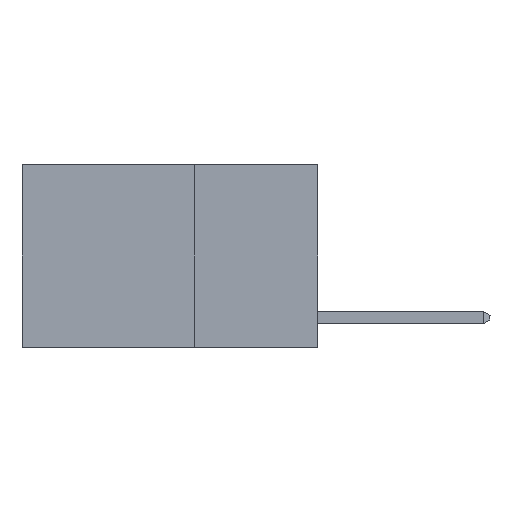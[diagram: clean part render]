
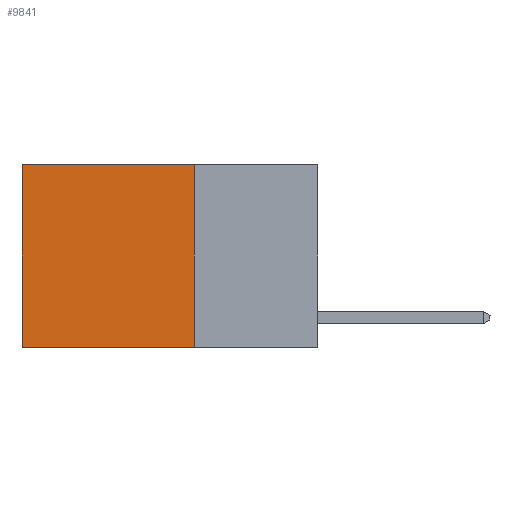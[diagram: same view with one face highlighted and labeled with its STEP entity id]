
A CAD part, left-side view. The second image highlights one B-rep face of the part: STEP entity #9841.
In plain terms, the highlighted planar face has unit normal (-1, 0, 0).
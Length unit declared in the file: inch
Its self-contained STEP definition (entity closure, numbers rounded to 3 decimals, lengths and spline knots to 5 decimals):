
#122 = FACE_OUTER_BOUND ( 'NONE', #2431, .T. ) ;
#440 = EDGE_CURVE ( 'NONE', #14902, #13428, #10250, .T. ) ;
#652 = DIRECTION ( 'NONE',  ( 0., 0., -1. ) ) ;
#669 = LINE ( 'NONE', #9677, #24732 ) ;
#1430 = VERTEX_POINT ( 'NONE', #10676 ) ;
#1913 = CARTESIAN_POINT ( 'NONE',  ( 0.2625, 0.25, -0.37 ) ) ;
#2431 = EDGE_LOOP ( 'NONE', ( #3398, #22138, #18111, #12861 ) ) ;
#3398 = ORIENTED_EDGE ( 'NONE', *, *, #10920, .T. ) ;
#4083 = VECTOR ( 'NONE', #19065, 39.37008 ) ;
#4135 = AXIS2_PLACEMENT_3D ( 'NONE', #7392, #14602, #652 ) ;
#4167 = CARTESIAN_POINT ( 'NONE',  ( 0.2625, 0.6, -0.37 ) ) ;
#6343 = EDGE_CURVE ( 'NONE', #1430, #10513, #29341, .T. ) ;
#7392 = CARTESIAN_POINT ( 'NONE',  ( 0.2625, 0.25, 0. ) ) ;
#7915 = CARTESIAN_POINT ( 'NONE',  ( 0.2625, 0.6, 0. ) ) ;
#9677 = CARTESIAN_POINT ( 'NONE',  ( 0.2625, 0.25, 0. ) ) ;
#9841 = ADVANCED_FACE ( 'NONE', ( #122 ), #28456, .F. ) ;
#10250 = LINE ( 'NONE', #25340, #4083 ) ;
#10513 = VERTEX_POINT ( 'NONE', #4167 ) ;
#10676 = CARTESIAN_POINT ( 'NONE',  ( 0.2625, 0.25, -0.37 ) ) ;
#10920 = EDGE_CURVE ( 'NONE', #13428, #10513, #16173, .T. ) ;
#11782 = CARTESIAN_POINT ( 'NONE',  ( 0.2625, 0.25, 0. ) ) ;
#12861 = ORIENTED_EDGE ( 'NONE', *, *, #440, .T. ) ;
#13336 = EDGE_CURVE ( 'NONE', #14902, #1430, #669, .T. ) ;
#13428 = VERTEX_POINT ( 'NONE', #24194 ) ;
#14602 = DIRECTION ( 'NONE',  ( 1., 0., 0. ) ) ;
#14902 = VERTEX_POINT ( 'NONE', #11782 ) ;
#16173 = LINE ( 'NONE', #7915, #21709 ) ;
#18111 = ORIENTED_EDGE ( 'NONE', *, *, #13336, .F. ) ;
#19065 = DIRECTION ( 'NONE',  ( 0., 1., 0. ) ) ;
#20680 = DIRECTION ( 'NONE',  ( 0., 1., 0. ) ) ;
#21709 = VECTOR ( 'NONE', #28854, 39.37008 ) ;
#22138 = ORIENTED_EDGE ( 'NONE', *, *, #6343, .F. ) ;
#24194 = CARTESIAN_POINT ( 'NONE',  ( 0.2625, 0.6, 0. ) ) ;
#24732 = VECTOR ( 'NONE', #28359, 39.37008 ) ;
#25340 = CARTESIAN_POINT ( 'NONE',  ( 0.2625, 0.25, 0. ) ) ;
#28359 = DIRECTION ( 'NONE',  ( 0., 0., -1. ) ) ;
#28456 = PLANE ( 'NONE',  #4135 ) ;
#28648 = VECTOR ( 'NONE', #20680, 39.37008 ) ;
#28854 = DIRECTION ( 'NONE',  ( 0., 0., -1. ) ) ;
#29341 = LINE ( 'NONE', #1913, #28648 ) ;
